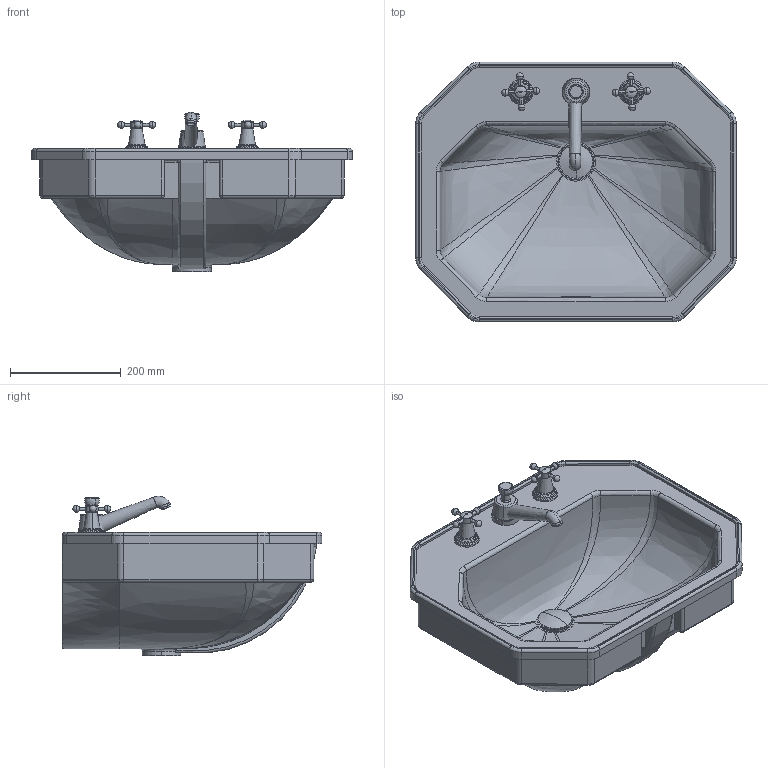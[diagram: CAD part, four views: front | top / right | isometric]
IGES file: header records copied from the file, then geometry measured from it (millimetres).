
Global section: file name: No Iges File Name specified; native system: AutoDesk Inventor R11.0; preprocessor: AutoDesk Inventor Iges Exporter R11.0; author: No Author specified; organization: No Organization specified; date: 20080103.112511; units: millimetre
Bounding box: 580 x 470 x 288.46 mm (x, y, z)
Volume: 16811656.9 mm3; surface area: 1037798.6 mm2
Topology: 17 solids, 17 shells, 419 faces, 990 edges, 579 vertices
Faces by surface type: plane 103, cylinder 89, bspline 82, torus 68, revolution 41, sphere 20, cone 16
